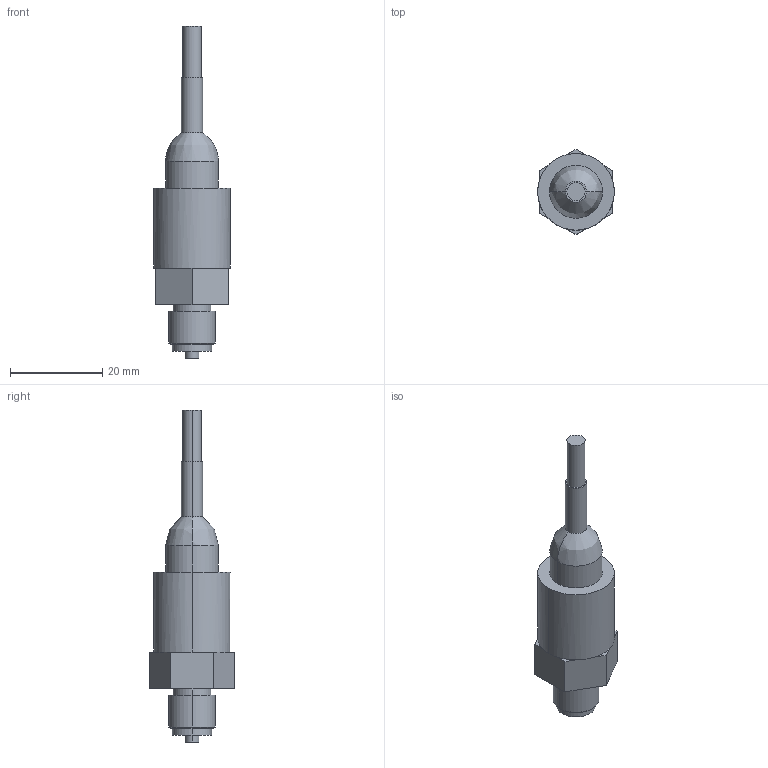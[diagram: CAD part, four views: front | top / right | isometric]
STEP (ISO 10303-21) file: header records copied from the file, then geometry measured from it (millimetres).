
FILE_DESCRIPTION((''),'2;1');
FILE_NAME('PMP921-927 (3-8 24 Thread).stp','2011-02-07T08:19:23',(''),(''),'Mechanical Desktop 2008','Mechanical Desktop 2008',', , ');
FILE_SCHEMA(('CONFIG_CONTROL_DESIGN'));
Length unit declared in the file: inch
Products named in the file (2): FI1163-D; PART2
Assembly tree (1 placements, depth 2):
  FI1163-D
    PART2
Bounding box: 16.6 x 18.48 x 71.95 mm (x, y, z)
Volume: 7603.3 mm3; surface area: 2843.5 mm2
Topology: 1 solids, 1 shells, 50 faces, 106 edges, 63 vertices
Faces by surface type: plane 26, cylinder 18, cone 4, bspline 2
Entity records: 1483 total; most frequent: CARTESIAN_POINT 271, DIRECTION 256, ORIENTED_EDGE 208, EDGE_CURVE 104, AXIS2_PLACEMENT_3D 102, VERTEX_POINT 63, EDGE_LOOP 57, VECTOR 52
